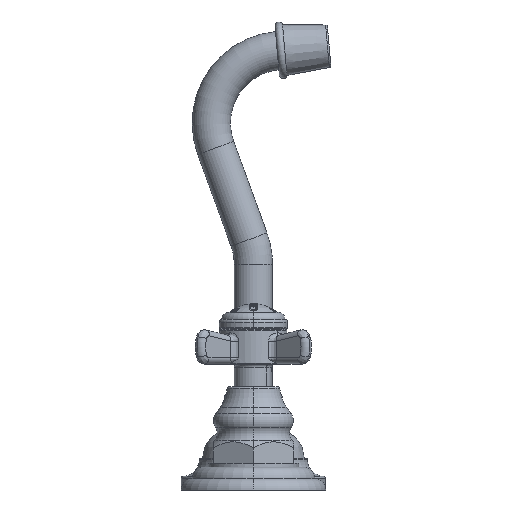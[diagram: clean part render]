
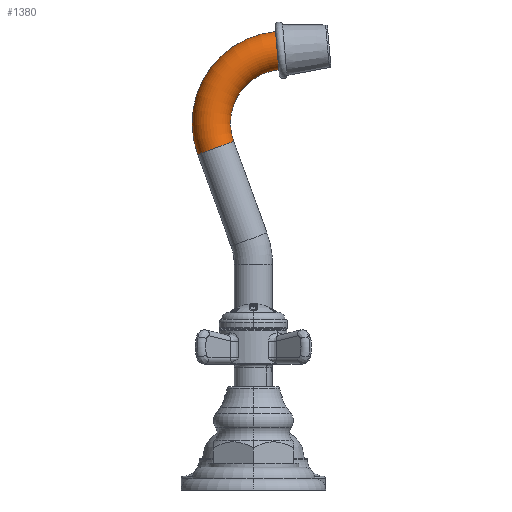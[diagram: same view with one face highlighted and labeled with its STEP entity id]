
A CAD part, left-side view. The second image highlights one B-rep face of the part: STEP entity #1380.
In plain terms, the highlighted toroidal (fillet/blend) face has major radius 30.175 mm and minor radius 7.938 mm.
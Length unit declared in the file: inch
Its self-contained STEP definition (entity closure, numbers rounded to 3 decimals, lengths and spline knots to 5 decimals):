
#596=CARTESIAN_POINT('',(0.,-0.36126,7.48829));
#597=CARTESIAN_POINT('',(-0.00965,-0.36126,
7.48829));
#598=CARTESIAN_POINT('',(-0.02885,-0.36133,
7.4874));
#599=CARTESIAN_POINT('',(-0.05751,-0.36168,
7.48342));
#600=CARTESIAN_POINT('',(-0.08562,-0.36226,
7.47684));
#601=CARTESIAN_POINT('',(-0.11306,-0.36306,
7.46767));
#602=CARTESIAN_POINT('',(-0.13947,-0.36407,
7.45606));
#603=CARTESIAN_POINT('',(-0.16476,-0.3653,
7.44203));
#604=CARTESIAN_POINT('',(-0.18857,-0.36672,
7.42578));
#605=CARTESIAN_POINT('',(-0.21085,-0.36834,
7.40735));
#606=CARTESIAN_POINT('',(-0.23125,-0.37011,
7.38703));
#607=CARTESIAN_POINT('',(-0.24975,-0.37206,
7.36483));
#608=CARTESIAN_POINT('',(-0.26606,-0.37413,
7.34112));
#609=CARTESIAN_POINT('',(-0.28015,-0.37634,
7.31592));
#610=CARTESIAN_POINT('',(-0.2918,-0.37864,
7.28962));
#611=CARTESIAN_POINT('',(-0.301,-0.38103,
7.26228));
#612=CARTESIAN_POINT('',(-0.30761,-0.38348,
7.23427));
#613=CARTESIAN_POINT('',(-0.31161,-0.38598,
7.20573));
#614=CARTESIAN_POINT('',(-0.31294,-0.38849,
7.17697));
#615=CARTESIAN_POINT('',(-0.31161,-0.39101,
7.14821));
#616=CARTESIAN_POINT('',(-0.30761,-0.3935,
7.11967));
#617=CARTESIAN_POINT('',(-0.301,-0.39596,
7.09167));
#618=CARTESIAN_POINT('',(-0.2918,-0.39835,
7.06433));
#619=CARTESIAN_POINT('',(-0.28014,-0.40065,
7.03802));
#620=CARTESIAN_POINT('',(-0.26605,-0.40285,
7.01282));
#621=CARTESIAN_POINT('',(-0.24975,-0.40493,
6.98911));
#622=CARTESIAN_POINT('',(-0.23125,-0.40687,
6.96691));
#623=CARTESIAN_POINT('',(-0.21084,-0.40865,
6.94659));
#624=CARTESIAN_POINT('',(-0.18856,-0.41026,
6.92816));
#625=CARTESIAN_POINT('',(-0.16476,-0.41168,
6.91192));
#626=CARTESIAN_POINT('',(-0.13947,-0.41291,
6.89788));
#627=CARTESIAN_POINT('',(-0.11306,-0.41393,
6.88627));
#628=CARTESIAN_POINT('',(-0.08562,-0.41473,
6.8771));
#629=CARTESIAN_POINT('',(-0.05751,-0.4153,
6.87052));
#630=CARTESIAN_POINT('',(-0.02885,-0.41565,
6.86654));
#631=CARTESIAN_POINT('',(-0.00965,-0.41573,
6.86565));
#632=CARTESIAN_POINT('',(0.,-0.41573,6.86565));
#637=CARTESIAN_POINT('',(0.,0.61635,5.5879));
#638=DIRECTION('',(0.,0.342,0.94));
#639=DIRECTION('',(0.,0.94,-0.342));
#640=AXIS2_PLACEMENT_3D('',#637,#638,#639);
#645=CARTESIAN_POINT('',(0.,-0.5,5.99422));
#646=DIRECTION('',(1.,0.,0.));
#647=DIRECTION('',(0.,0.94,-0.342));
#648=AXIS2_PLACEMENT_3D('',#645,#646,#647);
#763=CARTESIAN_POINT('',(0.,-0.41573,6.86565));
#799=CARTESIAN_POINT('',(0.,-0.36126,7.48829));
#812=CARTESIAN_POINT('',(0.,-0.5,5.99422));
#813=DIRECTION('',(1.,0.,0.));
#814=DIRECTION('',(0.,0.94,-0.342));
#815=AXIS2_PLACEMENT_3D('',#812,#813,#814);
#880=CARTESIAN_POINT('',(0.,0.3227,5.69478));
#881=CARTESIAN_POINT('',(0.,0.91001,5.48102));
#882=VERTEX_POINT('',#880);
#883=VERTEX_POINT('',#881);
#904=VERTEX_POINT('',#763);
#905=VERTEX_POINT('',#799);
#1366=CARTESIAN_POINT('',(0.,-0.5,5.99422));
#1367=DIRECTION('',(1.,0.,0.));
#1368=DIRECTION('',(0.,-0.94,0.342));
#1369=AXIS2_PLACEMENT_3D('',#1366,#1367,#1368);
#1370=TOROIDAL_SURFACE('',#1369,1.188,0.3125);
#1372=ORIENTED_EDGE('',*,*,#1371,.T.);
#1374=ORIENTED_EDGE('',*,*,#1373,.F.);
#1375=ORIENTED_EDGE('',*,*,#1360,.F.);
#1377=ORIENTED_EDGE('',*,*,#1376,.T.);
#1378=EDGE_LOOP('',(#1372,#1374,#1375,#1377));
#1379=FACE_OUTER_BOUND('',#1378,.F.);
#633=B_SPLINE_CURVE_WITH_KNOTS('',3,(#596,#597,#598,#599,#600,#601,#602,#603,
#604,#605,#606,#607,#608,#609,#610,#611,#612,#613,#614,#615,#616,#617,#618,#619,
#620,#621,#622,#623,#624,#625,#626,#627,#628,#629,#630,#631,#632),.UNSPECIFIED.,
.F.,.F.,(4,1,1,1,1,1,1,1,1,1,1,1,1,1,1,1,1,1,1,1,1,1,1,1,1,1,1,1,1,1,1,1,1,1,4),
(0.,0.02941,0.05882,0.08824,0.11765,
0.14706,0.17647,0.20588,0.23529,
0.26471,0.29412,0.32353,0.35294,
0.38235,0.41176,0.44118,0.47059,0.5,
0.52941,0.55882,0.58824,0.61765,
0.64706,0.67647,0.70588,0.73529,
0.76471,0.79412,0.82353,0.85294,
0.88235,0.91176,0.94118,0.97059,1.),
.UNSPECIFIED.);
#641=CIRCLE('',#640,0.3125);
#649=CIRCLE('',#648,1.5005);
#816=CIRCLE('',#815,0.8755);
#1360=EDGE_CURVE('',#883,#882,#641,.T.);
#1371=EDGE_CURVE('',#905,#904,#633,.T.);
#1373=EDGE_CURVE('',#882,#904,#816,.T.);
#1376=EDGE_CURVE('',#883,#905,#649,.T.);
#1380=ADVANCED_FACE('',(#1379),#1370,.T.);
